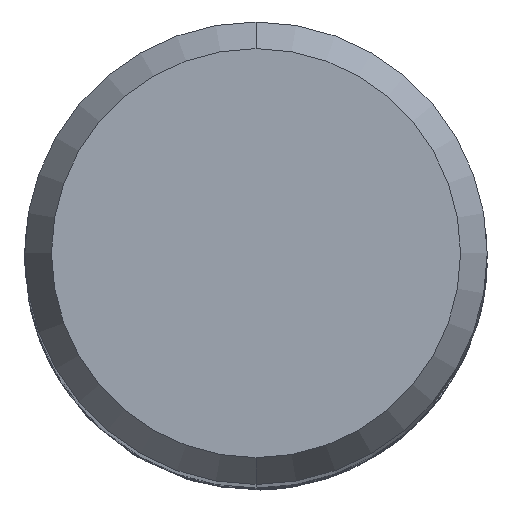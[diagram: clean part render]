
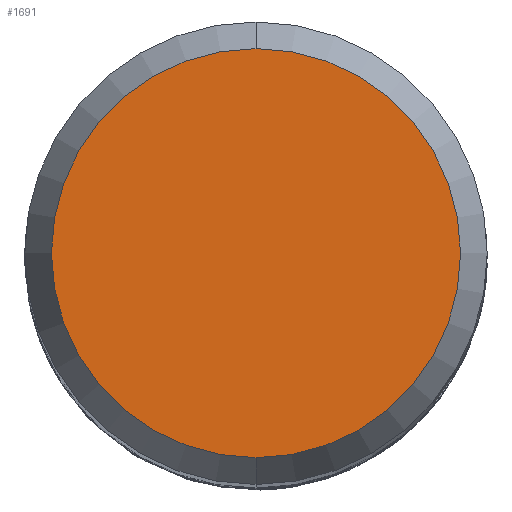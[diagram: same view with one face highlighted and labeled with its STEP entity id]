
A CAD part, top view. The second image highlights one B-rep face of the part: STEP entity #1691.
In plain terms, the highlighted planar face has unit normal (0, 0, 1).
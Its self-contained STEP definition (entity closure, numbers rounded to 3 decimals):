
#1073=EDGE_CURVE('',#1907,#2065,#2508,.T.);
#1691=ADVANCED_FACE('',(#3183),#3184,.T.);
#1907=VERTEX_POINT('',#3422);
#2039=EDGE_CURVE('',#2065,#1907,#3562,.T.);
#2065=VERTEX_POINT('',#3590);
#2508=CIRCLE('',#9269,4.423);
#3183=FACE_OUTER_BOUND('',#15849,.T.);
#3184=PLANE('',#15850);
#3422=CARTESIAN_POINT('',(0.0,4.423,0.0));
#3562=CIRCLE('',#20196,4.423);
#3590=CARTESIAN_POINT('',(0.,-4.423,0.0));
#9269=AXIS2_PLACEMENT_3D('',#21110,#21111,#21112);
#15849=EDGE_LOOP('',(#21764,#21765));
#15850=AXIS2_PLACEMENT_3D('',#21766,#21767,#21768);
#20196=AXIS2_PLACEMENT_3D('',#22157,#22158,#22159);
#21110=CARTESIAN_POINT('',(0.0,0.0,0.0));
#21111=DIRECTION('',(0.0,0.0,-1.0));
#21112=DIRECTION('',(0.0,1.0,0.0));
#21764=ORIENTED_EDGE('',*,*,#1073,.F.);
#21765=ORIENTED_EDGE('',*,*,#2039,.F.);
#21766=CARTESIAN_POINT('',(0.0,2.211,0.0));
#21767=DIRECTION('',(-0.0,0.0,1.0));
#21768=DIRECTION('',(0.0,-1.0,0.0));
#22157=CARTESIAN_POINT('',(0.0,0.0,0.0));
#22158=DIRECTION('',(0.0,0.0,-1.0));
#22159=DIRECTION('',(0.0,1.0,0.0));
